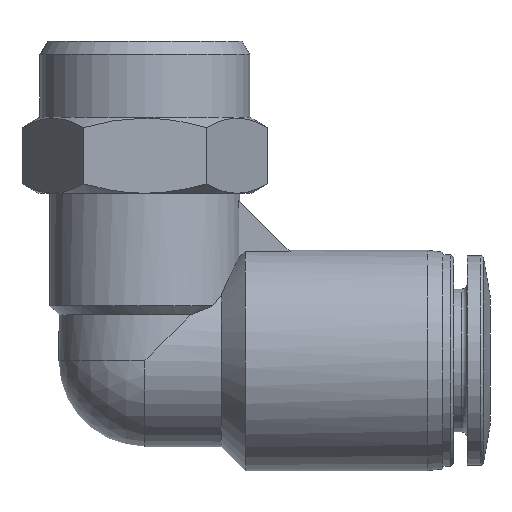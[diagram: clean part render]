
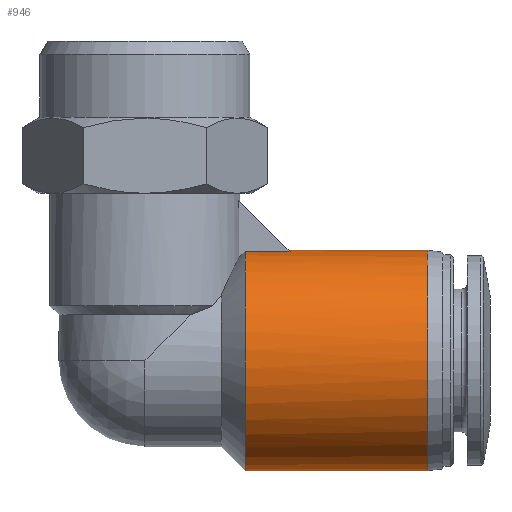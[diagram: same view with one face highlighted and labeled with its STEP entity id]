
A CAD part, front view. The second image highlights one B-rep face of the part: STEP entity #946.
In plain terms, the highlighted cylindrical face has radius 7.25 mm (diameter 14.5 mm), a full revolution.
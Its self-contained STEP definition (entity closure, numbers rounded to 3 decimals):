
#39=LINE('',#1407,#51);
#40=LINE('',#1411,#52);
#51=VECTOR('',#1133,1000.);
#52=VECTOR('',#1136,1000.);
#108=ELLIPSE('',#1015,10.253,7.25);
#147=ORIENTED_EDGE('',*,*,#305,.F.);
#148=ORIENTED_EDGE('',*,*,#302,.T.);
#149=ORIENTED_EDGE('',*,*,#306,.T.);
#150=ORIENTED_EDGE('',*,*,#307,.F.);
#151=ORIENTED_EDGE('',*,*,#308,.F.);
#302=EDGE_CURVE('',#375,#374,#420,.T.);
#305=EDGE_CURVE('',#377,#377,#421,.T.);
#306=EDGE_CURVE('',#374,#378,#39,.T.);
#307=EDGE_CURVE('',#379,#378,#108,.T.);
#308=EDGE_CURVE('',#375,#379,#40,.T.);
#374=VERTEX_POINT('',#1391);
#375=VERTEX_POINT('',#1393);
#377=VERTEX_POINT('',#1406);
#378=VERTEX_POINT('',#1408);
#379=VERTEX_POINT('',#1410);
#420=CIRCLE('',#1012,7.25);
#421=CIRCLE('',#1014,7.25);
#457=EDGE_LOOP('',(#147));
#458=EDGE_LOOP('',(#148,#149,#150,#151));
#530=FACE_BOUND('',#457,.T.);
#531=FACE_BOUND('',#458,.T.);
#594=CYLINDRICAL_SURFACE('',#1013,7.25);
#946=ADVANCED_FACE('',(#530,#531),#594,.T.);
#1012=AXIS2_PLACEMENT_3D('',#1392,#1127,#1128);
#1013=AXIS2_PLACEMENT_3D('',#1404,#1129,#1130);
#1014=AXIS2_PLACEMENT_3D('',#1405,#1131,#1132);
#1015=AXIS2_PLACEMENT_3D('',#1409,#1134,#1135);
#1127=DIRECTION('',(1.,0.,0.));
#1128=DIRECTION('',(0.,0.,-1.));
#1129=DIRECTION('',(1.,0.,0.));
#1130=DIRECTION('',(0.,0.,-1.));
#1131=DIRECTION('',(1.,0.,0.));
#1132=DIRECTION('',(0.,0.,-1.));
#1133=DIRECTION('',(1.,0.,0.));
#1134=DIRECTION('',(-0.707,0.,-0.707));
#1135=DIRECTION('',(0.707,0.,-0.707));
#1136=DIRECTION('',(1.,0.,0.));
#1391=CARTESIAN_POINT('',(6.6,1.,7.181));
#1392=CARTESIAN_POINT('',(6.6,0.,0.));
#1393=CARTESIAN_POINT('',(6.6,-1.,7.181));
#1404=CARTESIAN_POINT('',(22.7,0.,0.));
#1405=CARTESIAN_POINT('',(18.6,0.,0.));
#1406=CARTESIAN_POINT('',(18.6,0.,-7.25));
#1407=CARTESIAN_POINT('',(22.7,1.,7.181));
#1408=CARTESIAN_POINT('',(9.546,1.,7.181));
#1409=CARTESIAN_POINT('',(16.727,0.,0.));
#1410=CARTESIAN_POINT('',(9.546,-1.,7.181));
#1411=CARTESIAN_POINT('',(22.7,-1.,7.181));
